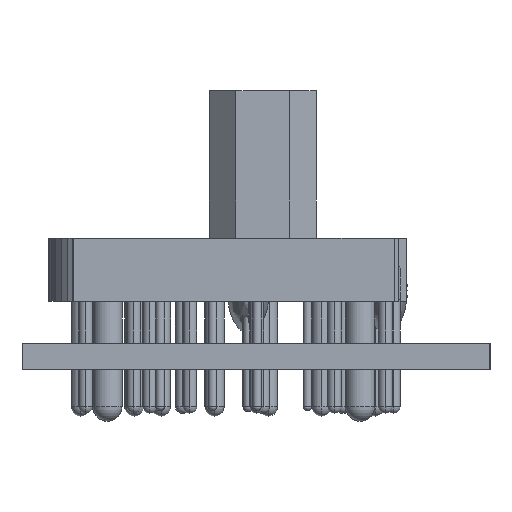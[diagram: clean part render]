
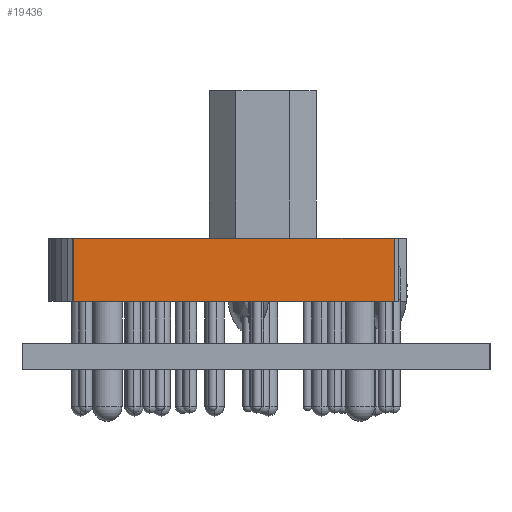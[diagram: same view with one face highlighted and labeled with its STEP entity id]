
A CAD part, left-side view. The second image highlights one B-rep face of the part: STEP entity #19436.
In plain terms, the highlighted planar face has unit normal (-1, 0, 0).
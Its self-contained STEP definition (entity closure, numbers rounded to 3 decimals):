
#19411 = VERTEX_POINT('',#19412);
#19412 = CARTESIAN_POINT('',(-4.44,4.12,5.));
#19418 = EDGE_CURVE('',#19419,#19411,#19421,.T.);
#19419 = VERTEX_POINT('',#19420);
#19420 = CARTESIAN_POINT('',(-4.44,4.12,2.));
#19421 = LINE('',#19422,#19423);
#19422 = CARTESIAN_POINT('',(-4.44,4.12,2.));
#19423 = VECTOR('',#19424,1.);
#19424 = DIRECTION('',(0.,0.,1.));
#19436 = ADVANCED_FACE('',(#19437),#19462,.F.);
#19437 = FACE_BOUND('',#19438,.F.);
#19438 = EDGE_LOOP('',(#19439,#19440,#19448,#19456));
#19439 = ORIENTED_EDGE('',*,*,#19418,.T.);
#19440 = ORIENTED_EDGE('',*,*,#19441,.T.);
#19441 = EDGE_CURVE('',#19411,#19442,#19444,.T.);
#19442 = VERTEX_POINT('',#19443);
#19443 = CARTESIAN_POINT('',(-4.44,-11.12,5.));
#19444 = LINE('',#19445,#19446);
#19445 = CARTESIAN_POINT('',(-4.44,4.12,5.));
#19446 = VECTOR('',#19447,1.);
#19447 = DIRECTION('',(0.,-1.,0.));
#19448 = ORIENTED_EDGE('',*,*,#19449,.F.);
#19449 = EDGE_CURVE('',#19450,#19442,#19452,.T.);
#19450 = VERTEX_POINT('',#19451);
#19451 = CARTESIAN_POINT('',(-4.44,-11.12,2.));
#19452 = LINE('',#19453,#19454);
#19453 = CARTESIAN_POINT('',(-4.44,-11.12,2.));
#19454 = VECTOR('',#19455,1.);
#19455 = DIRECTION('',(0.,0.,1.));
#19456 = ORIENTED_EDGE('',*,*,#19457,.F.);
#19457 = EDGE_CURVE('',#19419,#19450,#19458,.T.);
#19458 = LINE('',#19459,#19460);
#19459 = CARTESIAN_POINT('',(-4.44,4.12,2.));
#19460 = VECTOR('',#19461,1.);
#19461 = DIRECTION('',(0.,-1.,0.));
#19462 = PLANE('',#19463);
#19463 = AXIS2_PLACEMENT_3D('',#19464,#19465,#19466);
#19464 = CARTESIAN_POINT('',(-4.44,4.12,2.));
#19465 = DIRECTION('',(1.,0.,0.));
#19466 = DIRECTION('',(0.,-1.,0.));
